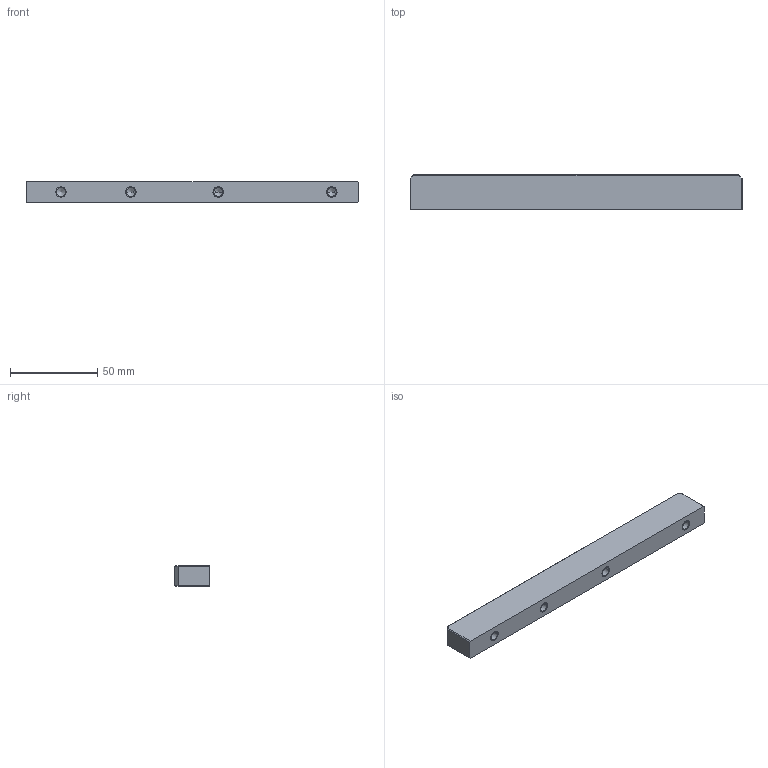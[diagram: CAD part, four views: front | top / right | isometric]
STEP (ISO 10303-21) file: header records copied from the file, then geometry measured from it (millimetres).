
FILE_DESCRIPTION((''),'2;1');
FILE_NAME('50-002019-00116','2020-01-08T16:49:20',('t.kolegar'),('Mechatronic Design & Solutions s.r.o.'),'CREO PARAMETRIC BY PTC INC, 2018020','CREO PARAMETRIC BY PTC INC, 2018020','');
FILE_SCHEMA(('CONFIG_CONTROL_DESIGN'));
Length unit declared in the file: millimetre
Products named in the file (1): 50-002019-00116
Bounding box: 190 x 20 x 12 mm (x, y, z)
Volume: 44277.8 mm3; surface area: 14364.6 mm2
Topology: 1 solids, 5 shells, 46 faces, 119 edges, 82 vertices
Faces by surface type: plane 22, cylinder 16, cone 8
Entity records: 1369 total; most frequent: DIRECTION 245, CARTESIAN_POINT 226, ORIENTED_EDGE 192, EDGE_CURVE 104, AXIS2_PLACEMENT_3D 87, VECTOR 71, LINE 71, VERTEX_POINT 68
